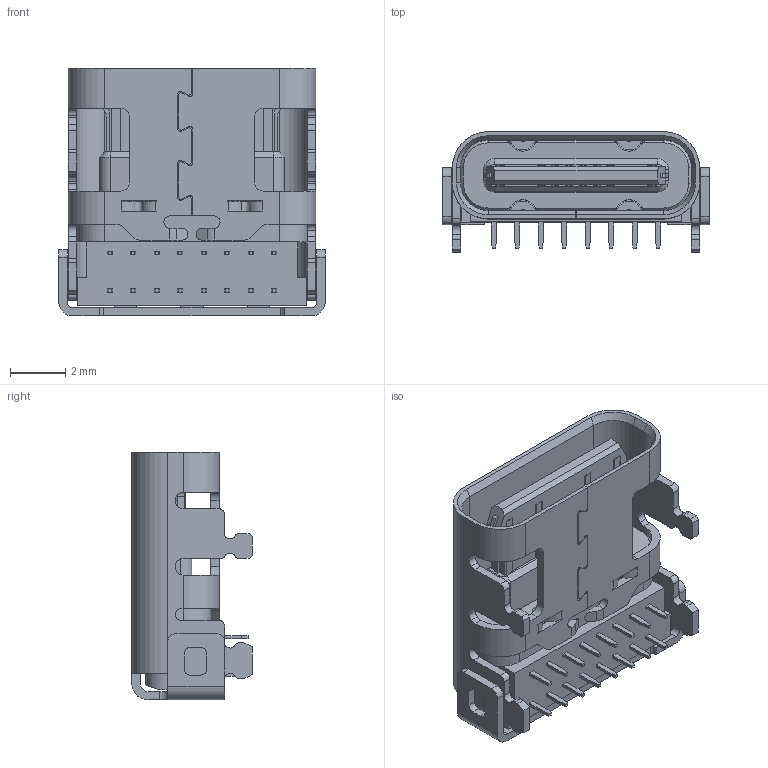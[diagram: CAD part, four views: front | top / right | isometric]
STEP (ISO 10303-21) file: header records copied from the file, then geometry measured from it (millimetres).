
FILE_DESCRIPTION (( 'STEP AP214' ), '1' );
FILE_NAME ('2137160001.STEP', '2025-01-17T21:05:24', ( '' ), ( '' ), 'SwSTEP 2.0', 'SolidWorks 2021', '' );
FILE_SCHEMA (( 'AUTOMOTIVE_DESIGN' ));
Length unit declared in the file: millimetre
Products named in the file (1): 2137160001
Bounding box: 9.64 x 4.36 x 8.97 mm (x, y, z)
Volume: 158.4 mm3; surface area: 621.9 mm2
Topology: 36 solids, 36 shells, 701 faces, 1887 edges, 1244 vertices
Faces by surface type: plane 480, cylinder 209, cone 12
Entity records: 22268 total; most frequent: CARTESIAN_POINT 3863, ORIENTED_EDGE 3774, DIRECTION 3715, EDGE_CURVE 1887, LINE 1443, VECTOR 1443, VERTEX_POINT 1244, AXIS2_PLACEMENT_3D 1136
